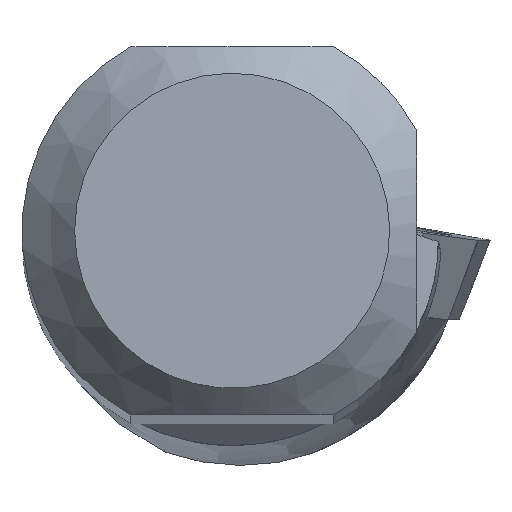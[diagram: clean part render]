
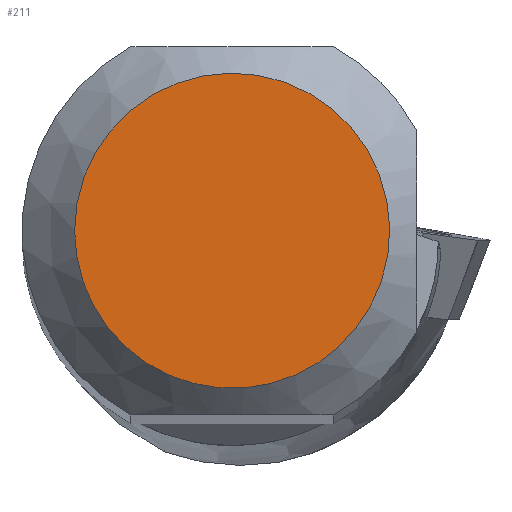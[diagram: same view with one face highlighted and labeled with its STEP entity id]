
A CAD part, top view. The second image highlights one B-rep face of the part: STEP entity #211.
In plain terms, the highlighted planar face has unit normal (0, 0, 1).
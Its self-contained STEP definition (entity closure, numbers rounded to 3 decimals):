
#162=FACE_OUTER_BOUND('',#308,.T.);
#211=ADVANCED_FACE('',(#162),#242,.T.);
#242=PLANE('',#1122);
#308=EDGE_LOOP('',(#527));
#348=CIRCLE('',#1121,2.994);
#527=ORIENTED_EDGE('',*,*,#814,.F.);
#696=VERTEX_POINT('',#1810);
#814=EDGE_CURVE('',#696,#696,#348,.T.);
#1121=AXIS2_PLACEMENT_3D('',#1809,#1358,#1359);
#1122=AXIS2_PLACEMENT_3D('',#1811,#1360,#1361);
#1358=DIRECTION('',(0.,0.,-1.));
#1359=DIRECTION('',(-1.,0.,0.));
#1360=DIRECTION('',(0.,0.,1.));
#1361=DIRECTION('',(-1.,0.,0.));
#1809=CARTESIAN_POINT('',(0.,0.,0.));
#1810=CARTESIAN_POINT('',(-2.994,0.,0.));
#1811=CARTESIAN_POINT('',(0.,0.,
0.));
